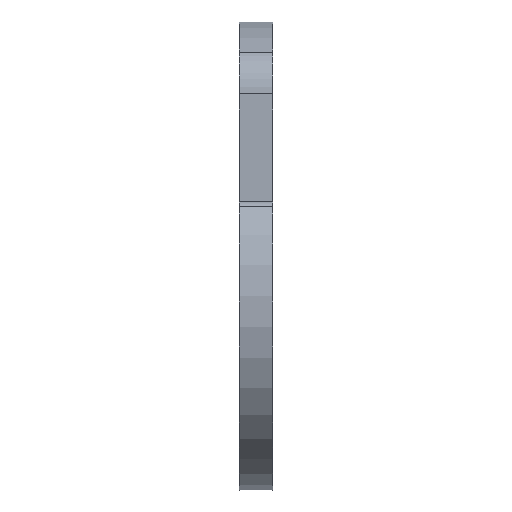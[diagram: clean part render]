
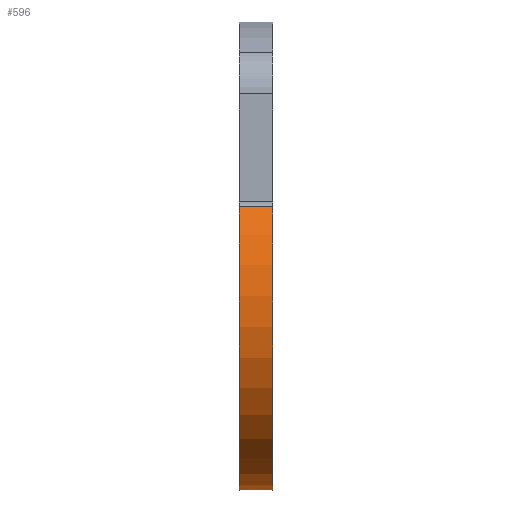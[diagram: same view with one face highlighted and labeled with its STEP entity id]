
A CAD part, left-side view. The second image highlights one B-rep face of the part: STEP entity #596.
In plain terms, the highlighted cylindrical face has radius 3.9 mm (diameter 7.8 mm), a partial arc.
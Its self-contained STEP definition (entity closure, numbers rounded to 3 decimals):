
#2 = CARTESIAN_POINT ( 'NONE',  ( -3.282, 0.35, 1.907 ) ) ;
#5 = CYLINDRICAL_SURFACE ( 'NONE', #370, 3.9 ) ;
#10 = DIRECTION ( 'NONE',  ( 0., 1., 0. ) ) ;
#31 = EDGE_LOOP ( 'NONE', ( #37, #187, #689, #177 ) ) ;
#37 = ORIENTED_EDGE ( 'NONE', *, *, #218, .T. ) ;
#106 = DIRECTION ( 'NONE',  ( 0., 1., 0. ) ) ;
#155 = DIRECTION ( 'NONE',  ( 0., 0., -1. ) ) ;
#177 = ORIENTED_EDGE ( 'NONE', *, *, #508, .T. ) ;
#183 = EDGE_CURVE ( 'NONE', #199, #516, #487, .T. ) ;
#184 = CARTESIAN_POINT ( 'NONE',  ( 0., -0.35, -0.2 ) ) ;
#187 = ORIENTED_EDGE ( 'NONE', *, *, #183, .T. ) ;
#199 = VERTEX_POINT ( 'NONE', #397 ) ;
#204 = AXIS2_PLACEMENT_3D ( 'NONE', #184, #338, #610 ) ;
#205 = VECTOR ( 'NONE', #467, 1000. ) ;
#216 = CARTESIAN_POINT ( 'NONE',  ( 0., 0.35, -0.2 ) ) ;
#218 = EDGE_CURVE ( 'NONE', #616, #199, #624, .T. ) ;
#273 = VECTOR ( 'NONE', #10, 1000. ) ;
#336 = AXIS2_PLACEMENT_3D ( 'NONE', #216, #106, #375 ) ;
#338 = DIRECTION ( 'NONE',  ( 0., 1., 0. ) ) ;
#345 = LINE ( 'NONE', #561, #205 ) ;
#365 = FACE_OUTER_BOUND ( 'NONE', #31, .T. ) ;
#370 = AXIS2_PLACEMENT_3D ( 'NONE', #578, #430, #155 ) ;
#375 = DIRECTION ( 'NONE',  ( 0., 0., 1. ) ) ;
#397 = CARTESIAN_POINT ( 'NONE',  ( -3.282, -0.35, 1.907 ) ) ;
#430 = DIRECTION ( 'NONE',  ( 0., -1., 0. ) ) ;
#467 = DIRECTION ( 'NONE',  ( 0., -1., 0. ) ) ;
#487 = LINE ( 'NONE', #535, #273 ) ;
#508 = EDGE_CURVE ( 'NONE', #623, #616, #345, .T. ) ;
#516 = VERTEX_POINT ( 'NONE', #2 ) ;
#535 = CARTESIAN_POINT ( 'NONE',  ( -3.282, 0.35, 1.907 ) ) ;
#542 = EDGE_CURVE ( 'NONE', #623, #516, #685, .T. ) ;
#555 = CARTESIAN_POINT ( 'NONE',  ( 3.282, -0.35, 1.907 ) ) ;
#561 = CARTESIAN_POINT ( 'NONE',  ( 3.282, 0.35, 1.907 ) ) ;
#578 = CARTESIAN_POINT ( 'NONE',  ( 0., 0.35, -0.2 ) ) ;
#596 = ADVANCED_FACE ( 'NONE', ( #365 ), #5, .T. ) ;
#598 = CARTESIAN_POINT ( 'NONE',  ( 3.282, 0.35, 1.907 ) ) ;
#610 = DIRECTION ( 'NONE',  ( 0., 0., 1. ) ) ;
#616 = VERTEX_POINT ( 'NONE', #555 ) ;
#623 = VERTEX_POINT ( 'NONE', #598 ) ;
#624 = CIRCLE ( 'NONE', #204, 3.9 ) ;
#685 = CIRCLE ( 'NONE', #336, 3.9 ) ;
#689 = ORIENTED_EDGE ( 'NONE', *, *, #542, .F. ) ;
